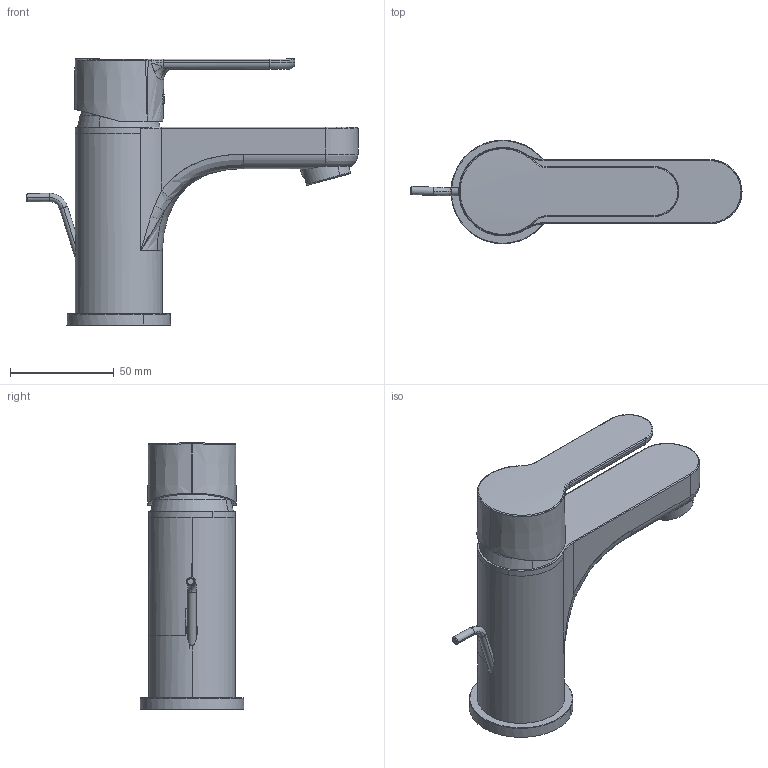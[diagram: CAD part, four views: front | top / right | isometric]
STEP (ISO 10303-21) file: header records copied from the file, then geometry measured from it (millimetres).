
FILE_DESCRIPTION(('CATIA V5 STEP Exchange','CAx-IF Rec.Pracs.--- Model Styling and Organization---1.5--- 2016-08-15','CAx-IF Rec.Pracs.---Supplemental Geometry---1.0---2011-11-01','CAx-IF Rec.Pracs.--- Composite Materials ---3.4---2017-06-13','CAx-IF Rec.Pracs.---Tessellated 3D Geometry---1.0---2015-12-17'),'2;1');
FILE_NAME('C2000510.stp','2024-06-20T14:28:42+00:00',('none'),('none'),'CATIA Version 5-6 Release 2020 SP2','CATIA V5 STEP AP242 v2','none');
FILE_SCHEMA(('AP242_MANAGED_MODEL_BASED_3D_ENGINEERING_MIM_LF {1 0 10303 442 1 1 4}'));
Length unit declared in the file: millimetre
Products named in the file (1): C2000510
Bounding box: 160.28 x 49.99 x 128.5 mm (x, y, z)
Volume: 13085.3 mm3; surface area: 47744.7 mm2
Topology: 5 solids, 108 shells, 263 faces, 1024 edges, 869 vertices
Faces by surface type: cylinder 73, plane 60, cone 46, bspline 43, torus 33, revolution 4, sphere 4
Entity records: 14291 total; most frequent: CARTESIAN_POINT 6763, ORIENTED_EDGE 1442, EDGE_CURVE 1014, DIRECTION 972, VERTEX_POINT 869, AXIS2_PLACEMENT_3D 552, CIRCLE 388, B_SPLINE_CURVE_WITH_KNOTS 376
